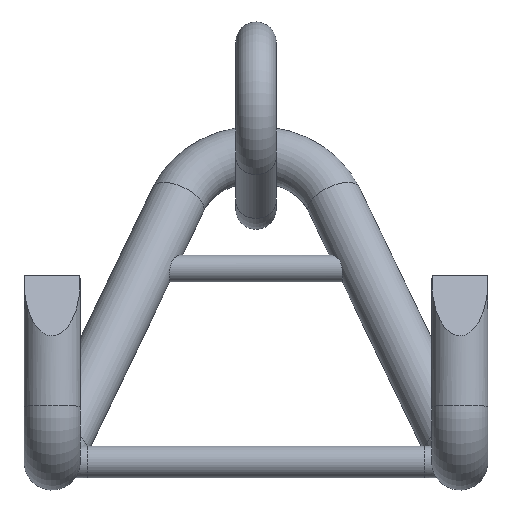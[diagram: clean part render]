
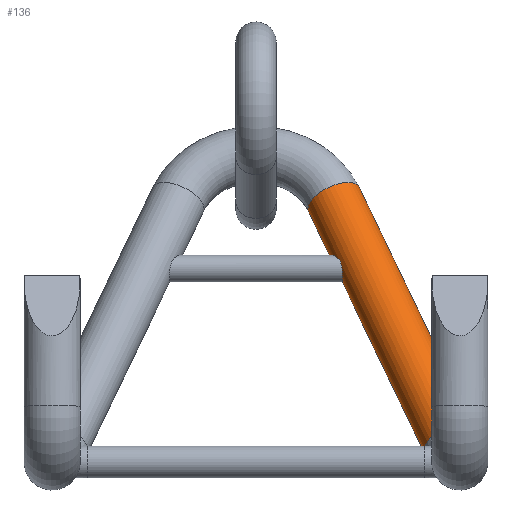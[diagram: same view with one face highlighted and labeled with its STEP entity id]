
A CAD part, front view. The second image highlights one B-rep face of the part: STEP entity #136.
In plain terms, the highlighted cylindrical face has radius 11.5 mm (diameter 23 mm), a full revolution.
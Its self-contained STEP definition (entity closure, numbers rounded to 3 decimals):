
#59=B_SPLINE_CURVE_WITH_KNOTS('',3,(#701,#702,#703,#704,#705,#706,#707,#708,
#709,#710,#711,#712,#713,#714,#715,#716,#717,#718,#719,#720),.UNSPECIFIED.,
.T.,.F.,(2,2,2,2,2,2,2,2,2,2,2,2),(-0.125,0.,0.125,0.188,
0.25,0.375,0.5,0.625,
0.75,0.875,1.,1.125),.UNSPECIFIED.);
#116=CYLINDRICAL_SURFACE('',#459,11.5);
#136=ADVANCED_FACE('',(#182,#183,#184),#116,.T.);
#182=FACE_BOUND('',#236,.T.);
#183=FACE_BOUND('',#237,.T.);
#184=FACE_BOUND('',#238,.T.);
#236=EDGE_LOOP('',(#298));
#237=EDGE_LOOP('',(#299));
#238=EDGE_LOOP('',(#300));
#298=ORIENTED_EDGE('',*,*,#388,.F.);
#299=ORIENTED_EDGE('',*,*,#389,.T.);
#300=ORIENTED_EDGE('',*,*,#390,.T.);
#356=VERTEX_POINT('',#698);
#357=VERTEX_POINT('',#700);
#358=VERTEX_POINT('',#721);
#388=EDGE_CURVE('',#356,#356,#420,.T.);
#389=EDGE_CURVE('',#357,#357,#421,.T.);
#390=EDGE_CURVE('',#358,#358,#59,.T.);
#420=CIRCLE('',#457,11.5);
#421=CIRCLE('',#458,11.5);
#457=AXIS2_PLACEMENT_3D('',#697,#542,#543);
#458=AXIS2_PLACEMENT_3D('',#699,#544,#545);
#459=AXIS2_PLACEMENT_3D('',#722,#546,#547);
#542=DIRECTION('',(0.384,-0.462,-0.8));
#543=DIRECTION('',(0.462,0.846,-0.267));
#544=DIRECTION('',(0.384,-0.462,-0.8));
#545=DIRECTION('',(0.462,0.846,-0.267));
#546=DIRECTION('',(0.384,-0.462,-0.8));
#547=DIRECTION('',(0.,0.866,-0.5));
#697=CARTESIAN_POINT('',(79.339,17.418,8.669));
#698=CARTESIAN_POINT('',(84.648,27.147,5.601));
#699=CARTESIAN_POINT('',(31.857,74.53,107.591));
#700=CARTESIAN_POINT('',(37.167,84.259,104.522));
#701=CARTESIAN_POINT('',(33.784,63.659,77.923));
#702=CARTESIAN_POINT('',(32.194,63.659,80.546));
#703=CARTESIAN_POINT('',(31.368,63.208,81.865));
#704=CARTESIAN_POINT('',(30.761,61.719,83.491));
#705=CARTESIAN_POINT('',(30.682,61.086,83.953));
#706=CARTESIAN_POINT('',(30.831,59.697,84.57));
#707=CARTESIAN_POINT('',(31.056,58.951,84.722));
#708=CARTESIAN_POINT('',(31.951,56.857,84.758));
#709=CARTESIAN_POINT('',(32.831,55.59,84.271));
#710=CARTESIAN_POINT('',(34.339,53.593,82.57));
#711=CARTESIAN_POINT('',(34.964,52.825,81.245));
#712=CARTESIAN_POINT('',(35.445,52.542,78.262));
#713=CARTESIAN_POINT('',(35.363,53.062,76.668));
#714=CARTESIAN_POINT('',(35.286,55.106,74.413));
#715=CARTESIAN_POINT('',(35.319,56.617,73.74));
#716=CARTESIAN_POINT('',(35.39,59.66,73.729));
#717=CARTESIAN_POINT('',(35.369,61.187,74.414));
#718=CARTESIAN_POINT('',(34.553,63.187,76.565));
#719=CARTESIAN_POINT('',(33.784,63.659,77.923));
#720=CARTESIAN_POINT('',(32.194,63.659,80.546));
#721=CARTESIAN_POINT('',(32.989,63.659,79.235));
#722=CARTESIAN_POINT('',(31.857,74.53,107.591));
